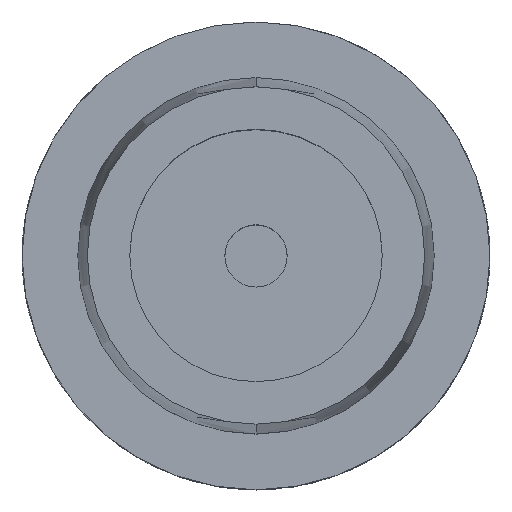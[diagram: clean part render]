
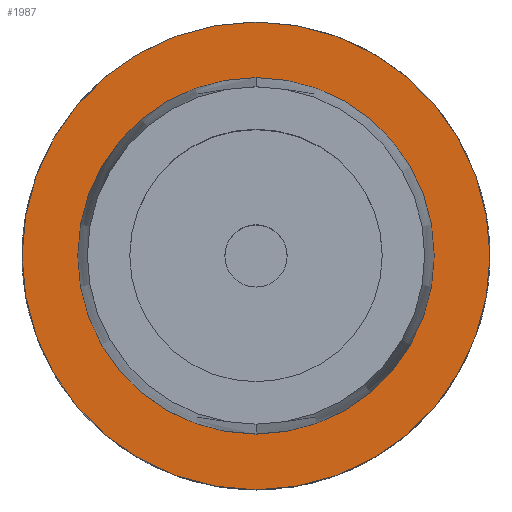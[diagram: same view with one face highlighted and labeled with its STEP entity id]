
A CAD part, top view. The second image highlights one B-rep face of the part: STEP entity #1987.
In plain terms, the highlighted planar face has unit normal (0, 0, 1).
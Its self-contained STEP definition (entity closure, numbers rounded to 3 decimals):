
#936=CARTESIAN_POINT('',(0.,0.,0.));
#937=DIRECTION('',(0.,0.,-1.));
#938=DIRECTION('',(0.,1.,0.));
#939=AXIS2_PLACEMENT_3D('',#936,#937,#938);
#944=CARTESIAN_POINT('',(0.,0.,0.));
#945=DIRECTION('',(0.,0.,1.));
#946=DIRECTION('',(0.,1.,0.));
#947=AXIS2_PLACEMENT_3D('',#944,#945,#946);
#966=CARTESIAN_POINT('',(0.,0.,0.));
#967=DIRECTION('',(0.,0.,1.));
#968=DIRECTION('',(0.,1.,0.));
#969=AXIS2_PLACEMENT_3D('',#966,#967,#968);
#974=CARTESIAN_POINT('',(0.,0.,0.));
#975=DIRECTION('',(0.,0.,-1.));
#976=DIRECTION('',(0.,1.,0.));
#977=AXIS2_PLACEMENT_3D('',#974,#975,#976);
#1128=CARTESIAN_POINT('',(0.,31.5,0.));
#1130=VERTEX_POINT('',#1128);
#1131=CARTESIAN_POINT('',(0.,24.005,0.));
#1133=VERTEX_POINT('',#1131);
#1136=CARTESIAN_POINT('',(0.,-31.5,0.));
#1138=VERTEX_POINT('',#1136);
#1139=CARTESIAN_POINT('',(0.,-24.005,0.));
#1141=VERTEX_POINT('',#1139);
#1972=CARTESIAN_POINT('',(0.,0.,0.));
#1973=DIRECTION('',(0.,0.,-1.));
#1974=DIRECTION('',(0.,-1.,0.));
#1975=AXIS2_PLACEMENT_3D('',#1972,#1973,#1974);
#1976=PLANE('',#1975);
#1977=ORIENTED_EDGE('',*,*,#1844,.T.);
#1978=ORIENTED_EDGE('',*,*,#1803,.F.);
#1979=EDGE_LOOP('',(#1977,#1978));
#1980=FACE_OUTER_BOUND('',#1979,.F.);
#1982=ORIENTED_EDGE('',*,*,#1981,.T.);
#1984=ORIENTED_EDGE('',*,*,#1983,.F.);
#1985=EDGE_LOOP('',(#1982,#1984));
#1986=FACE_BOUND('',#1985,.F.);
#940=CIRCLE('',#939,31.5);
#948=CIRCLE('',#947,31.5);
#970=CIRCLE('',#969,24.005);
#978=CIRCLE('',#977,24.005);
#1803=EDGE_CURVE('',#1130,#1138,#948,.T.);
#1844=EDGE_CURVE('',#1130,#1138,#940,.T.);
#1981=EDGE_CURVE('',#1133,#1141,#970,.T.);
#1983=EDGE_CURVE('',#1133,#1141,#978,.T.);
#1987=ADVANCED_FACE('',(#1980,#1986),#1976,.F.);
